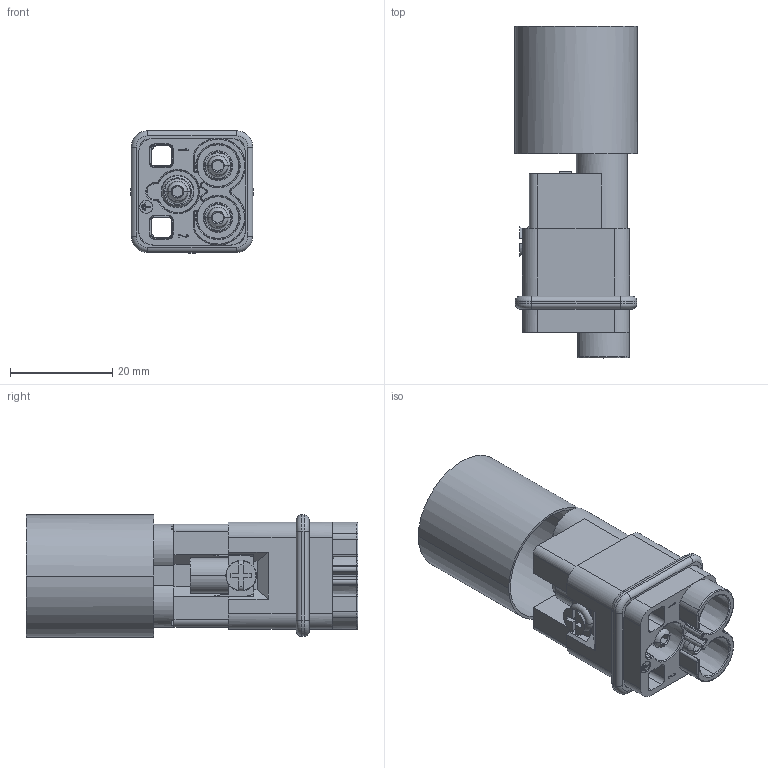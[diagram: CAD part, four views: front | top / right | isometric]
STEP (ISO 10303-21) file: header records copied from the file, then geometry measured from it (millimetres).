
FILE_DESCRIPTION((''),'2;1');
FILE_NAME('3D_1300020110101_HQV-002_1-M_2_','2020-04-01T',('lian.chen'),(''),'PRO/ENGINEER BY PARAMETRIC TECHNOLOGY CORPORATION, 2012480','PRO/ENGINEER BY PARAMETRIC TECHNOLOGY CORPORATION, 2012480','');
FILE_SCHEMA(('AUTOMOTIVE_DESIGN { 1 0 10303 214 1 1 1 1 }'));
Length unit declared in the file: millimetre
Products named in the file (1): 3D_1300020110101_HQV-002_1-M_2_
Bounding box: 24 x 64.95 x 24 mm (x, y, z)
Volume: 9510 mm3; surface area: 14205.4 mm2
Topology: 1 solids, 6 shells, 669 faces, 1783 edges, 1157 vertices
Faces by surface type: plane 316, cylinder 207, torus 70, cone 62, bspline 14
Entity records: 21953 total; most frequent: CARTESIAN_POINT 5024, ORIENTED_EDGE 3566, DIRECTION 3546, EDGE_CURVE 1783, AXIS2_PLACEMENT_3D 1300, VERTEX_POINT 1157, VECTOR 946, LINE 946
